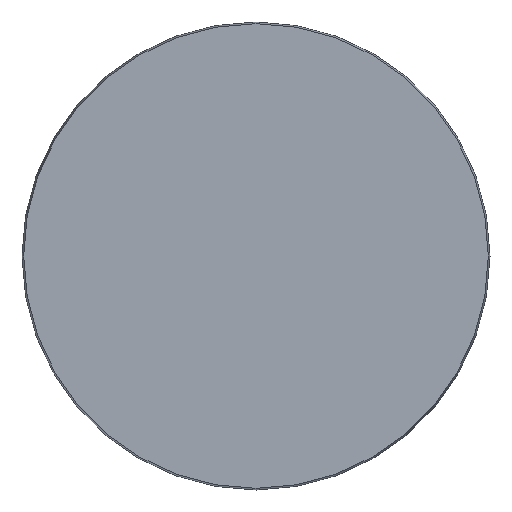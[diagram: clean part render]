
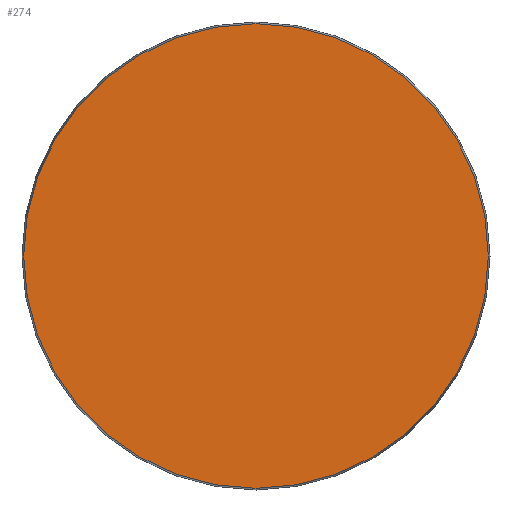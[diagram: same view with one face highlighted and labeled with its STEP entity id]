
A CAD part, front view. The second image highlights one B-rep face of the part: STEP entity #274.
In plain terms, the highlighted planar face has unit normal (0, -1, 0).
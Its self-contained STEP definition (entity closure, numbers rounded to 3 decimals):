
#32 = DIRECTION ( 'NONE',  ( 0., 0., -1. ) ) ;
#118 = DIRECTION ( 'NONE',  ( 0., 0., 1. ) ) ;
#125 = PLANE ( 'NONE',  #472 ) ;
#154 = VERTEX_POINT ( 'NONE', #486 ) ;
#162 = ORIENTED_EDGE ( 'NONE', *, *, #205, .T. ) ;
#164 = CARTESIAN_POINT ( 'NONE',  ( -78.425, 0., 0. ) ) ;
#174 = EDGE_LOOP ( 'NONE', ( #162 ) ) ;
#205 = EDGE_CURVE ( 'NONE', #154, #154, #290, .T. ) ;
#274 = ADVANCED_FACE ( 'NONE', ( #543 ), #125, .F. ) ;
#290 = CIRCLE ( 'NONE', #356, 78.425 ) ;
#356 = AXIS2_PLACEMENT_3D ( 'NONE', #419, #408, #32 ) ;
#368 = DIRECTION ( 'NONE',  ( 0., 1., 0. ) ) ;
#408 = DIRECTION ( 'NONE',  ( 0., -1., 0. ) ) ;
#419 = CARTESIAN_POINT ( 'NONE',  ( 0., 0., 0. ) ) ;
#472 = AXIS2_PLACEMENT_3D ( 'NONE', #164, #368, #118 ) ;
#486 = CARTESIAN_POINT ( 'NONE',  ( 0., 0., -78.425 ) ) ;
#543 = FACE_OUTER_BOUND ( 'NONE', #174, .T. ) ;
